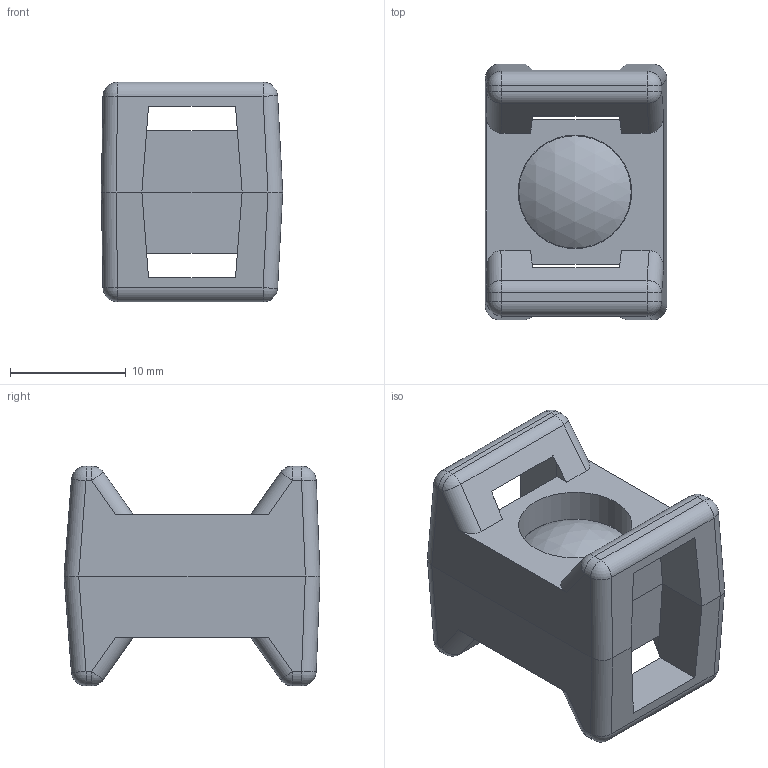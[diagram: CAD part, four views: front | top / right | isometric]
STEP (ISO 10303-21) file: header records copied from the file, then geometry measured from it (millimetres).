
FILE_DESCRIPTION(/* description */ (''),/* implementation_level */ '2;1');
FILE_NAME(/* name */ 'TM3-X2-C0Y straight.stp',/* time_stamp */ '2021-02-12T14:07:41-06:00',/* author */ (''),/* organization */ (''),/* preprocessor_version */ 'ST-DEVELOPER v16',/* originating_system */ 'SIEMENS PLM Software NX 11.0',/* authorisation */ '');
FILE_SCHEMA (('AP203_CONFIGURATION_CONTROLLED_3D_DESIGN_OF_MECHANICAL_PARTS_AND_ASSEMBLIES_MIM_LF { 1 0 10303 403 2 1 2}'));
Length unit declared in the file: inch
Products named in the file (1): BWG1F7432AAfdc6
Bounding box: 15.7 x 22.16 x 19.01 mm (x, y, z)
Volume: 3072.1 mm3; surface area: 3167.1 mm2
Topology: 3 solids, 4 shells, 107 faces, 275 edges, 155 vertices
Faces by surface type: plane 50, cylinder 38, sphere 17, torus 1, cone 1
Full cylindrical faces by diameter (mm): 3.454 x1, 4.775 x1, 5.055 x2, 9.83 x2
Entity records: 3152 total; most frequent: DIRECTION 544, CARTESIAN_POINT 508, ORIENTED_EDGE 494, EDGE_CURVE 247, AXIS2_PLACEMENT_3D 188, LINE 168, VECTOR 168, VERTEX_POINT 152
